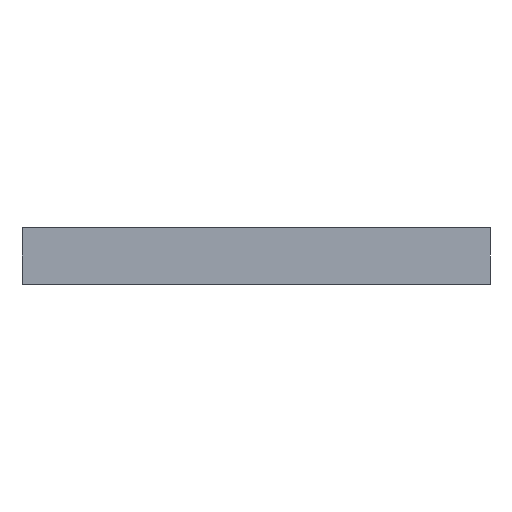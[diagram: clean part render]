
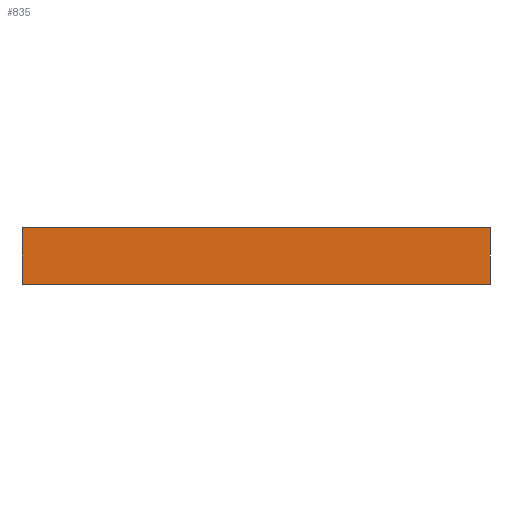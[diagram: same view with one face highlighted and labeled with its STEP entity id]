
A CAD part, front view. The second image highlights one B-rep face of the part: STEP entity #835.
In plain terms, the highlighted planar face has unit normal (0, -1, 0).
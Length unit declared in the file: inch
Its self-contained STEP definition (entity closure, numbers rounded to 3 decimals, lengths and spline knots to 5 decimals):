
#48 = VERTEX_POINT ( 'NONE', #926 ) ;
#61 = VERTEX_POINT ( 'NONE', #929 ) ;
#237 = CARTESIAN_POINT ( 'NONE',  ( 0., 0., -0.3 ) ) ;
#250 = DIRECTION ( 'NONE',  ( 0., 0., 1. ) ) ;
#281 = EDGE_CURVE ( 'NONE', #657, #48, #655, .T. ) ;
#289 = EDGE_CURVE ( 'NONE', #657, #653, #590, .T. ) ;
#290 = EDGE_CURVE ( 'NONE', #48, #61, #586, .T. ) ;
#293 = EDGE_CURVE ( 'NONE', #653, #61, #589, .T. ) ;
#368 = CARTESIAN_POINT ( 'NONE',  ( 2.5, 0., -0.3 ) ) ;
#369 = CARTESIAN_POINT ( 'NONE',  ( 0., 0., -0.3 ) ) ;
#448 = CARTESIAN_POINT ( 'NONE',  ( 0., 0., -0.3 ) ) ;
#450 = PLANE ( 'NONE',  #746 ) ;
#452 = DIRECTION ( 'NONE',  ( 0., -1., 0. ) ) ;
#453 = DIRECTION ( 'NONE',  ( 0., 0., -1. ) ) ;
#580 = VECTOR ( 'NONE', #889, 39.37008 ) ;
#585 = VECTOR ( 'NONE', #881, 39.37008 ) ;
#586 = LINE ( 'NONE', #868, #585 ) ;
#588 = VECTOR ( 'NONE', #880, 39.37008 ) ;
#589 = LINE ( 'NONE', #855, #580 ) ;
#590 = LINE ( 'NONE', #874, #588 ) ;
#653 = VERTEX_POINT ( 'NONE', #368 ) ;
#654 = VECTOR ( 'NONE', #250, 39.37008 ) ;
#655 = LINE ( 'NONE', #237, #654 ) ;
#657 = VERTEX_POINT ( 'NONE', #369 ) ;
#664 = EDGE_LOOP ( 'NONE', ( #1101, #1052, #1089, #1055 ) ) ;
#746 = AXIS2_PLACEMENT_3D ( 'NONE', #448, #452, #453 ) ;
#835 = ADVANCED_FACE ( 'NONE', ( #1318 ), #450, .T. ) ;
#855 = CARTESIAN_POINT ( 'NONE',  ( 2.5, 0., -0.3 ) ) ;
#868 = CARTESIAN_POINT ( 'NONE',  ( 0., 0., 0. ) ) ;
#874 = CARTESIAN_POINT ( 'NONE',  ( 0., 0., -0.3 ) ) ;
#880 = DIRECTION ( 'NONE',  ( 1., 0., 0. ) ) ;
#881 = DIRECTION ( 'NONE',  ( 1., 0., 0. ) ) ;
#889 = DIRECTION ( 'NONE',  ( 0., 0., 1. ) ) ;
#926 = CARTESIAN_POINT ( 'NONE',  ( 0., 0., 0. ) ) ;
#929 = CARTESIAN_POINT ( 'NONE',  ( 2.5, 0., 0. ) ) ;
#1052 = ORIENTED_EDGE ( 'NONE', *, *, #281, .F. ) ;
#1055 = ORIENTED_EDGE ( 'NONE', *, *, #293, .T. ) ;
#1089 = ORIENTED_EDGE ( 'NONE', *, *, #289, .T. ) ;
#1101 = ORIENTED_EDGE ( 'NONE', *, *, #290, .F. ) ;
#1318 = FACE_OUTER_BOUND ( 'NONE', #664, .T. ) ;
